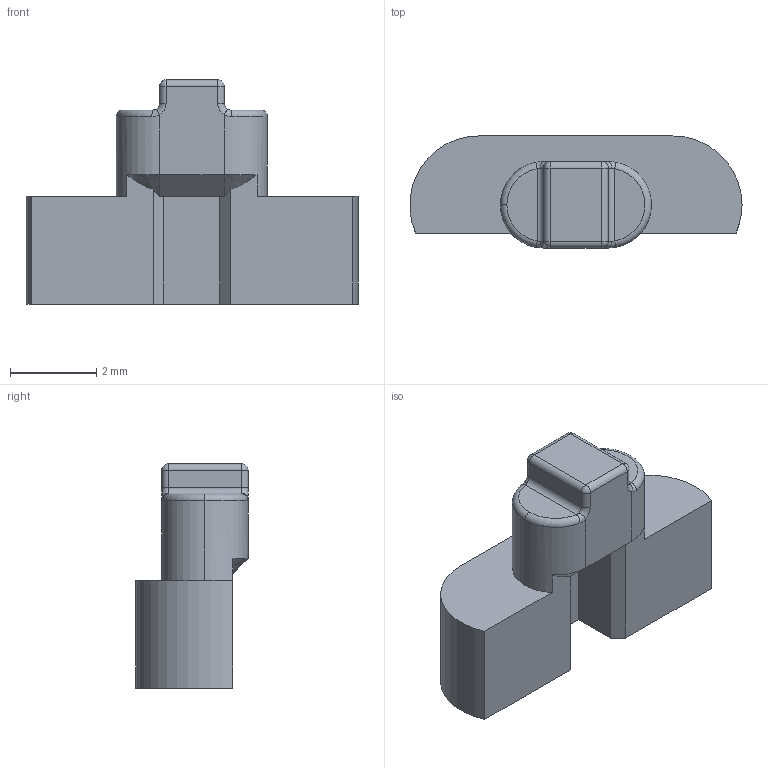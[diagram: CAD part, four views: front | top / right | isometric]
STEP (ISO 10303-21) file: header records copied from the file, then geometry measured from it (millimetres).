
FILE_DESCRIPTION (( 'STEP AP214' ), '1' );
FILE_NAME ('switch.STEP', '2025-01-28T08:20:07', ( '' ), ( '' ), 'SwSTEP 2.0', 'SolidWorks 2020', '' );
FILE_SCHEMA (( 'AUTOMOTIVE_DESIGN' ));
Length unit declared in the file: millimetre
Products named in the file (1): switch
Bounding box: 7.7 x 2.6 x 5.2 mm (x, y, z)
Volume: 50 mm3; surface area: 107.1 mm2
Topology: 1 solids, 1 shells, 52 faces, 125 edges, 71 vertices
Faces by surface type: plane 19, cylinder 16, torus 7, bspline 4, sphere 4, cone 2
Entity records: 1553 total; most frequent: CARTESIAN_POINT 341, DIRECTION 257, ORIENTED_EDGE 242, EDGE_CURVE 121, AXIS2_PLACEMENT_3D 99, VERTEX_POINT 71, LINE 59, VECTOR 59
